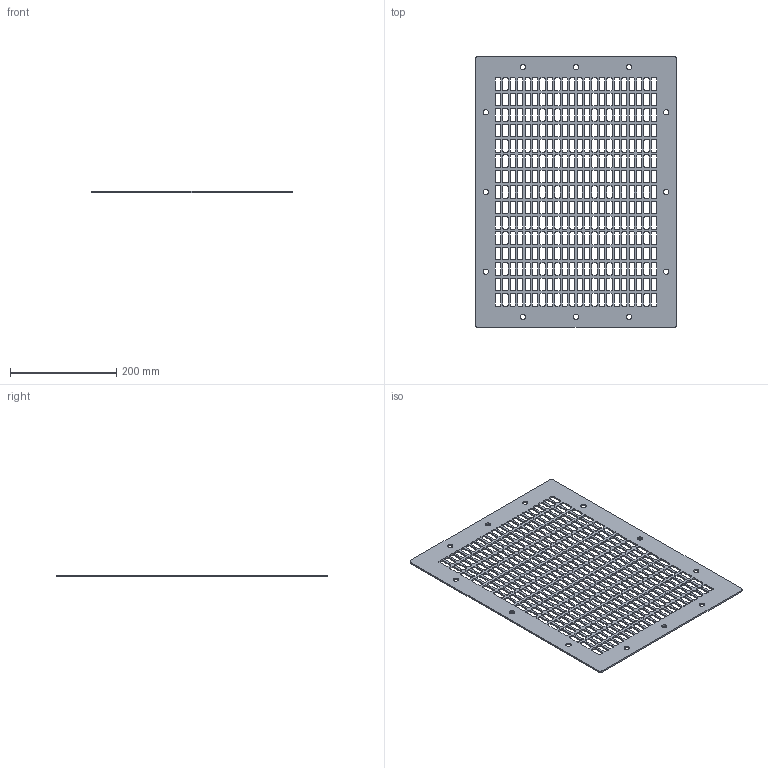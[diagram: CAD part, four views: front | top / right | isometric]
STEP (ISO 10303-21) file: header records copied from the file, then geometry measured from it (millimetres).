
FILE_DESCRIPTION (( 'STEP AP203' ), '1' );
FILE_NAME ('5RE7535_Outlet Guard AL 450.STEP', '2022-03-02T15:23:57', ( '' ), ( '' ), 'SwSTEP 2.0', 'SolidWorks 2018', '' );
FILE_SCHEMA (( 'CONFIG_CONTROL_DESIGN' ));
Length unit declared in the file: millimetre
Products named in the file (1): 5RE7535_Outlet Guard AL 450
Bounding box: 380 x 510 x 3 mm (x, y, z)
Volume: 344307.5 mm3; surface area: 299904.2 mm2
Topology: 1 solids, 1 shells, 2674 faces, 8016 edges, 5344 vertices
Faces by surface type: cylinder 1348, plane 1326
Entity records: 92341 total; most frequent: DIRECTION 16062, CARTESIAN_POINT 16035, ORIENTED_EDGE 16032, EDGE_CURVE 8016, AXIS2_PLACEMENT_3D 5371, VERTEX_POINT 5344, VECTOR 5320, LINE 5320
